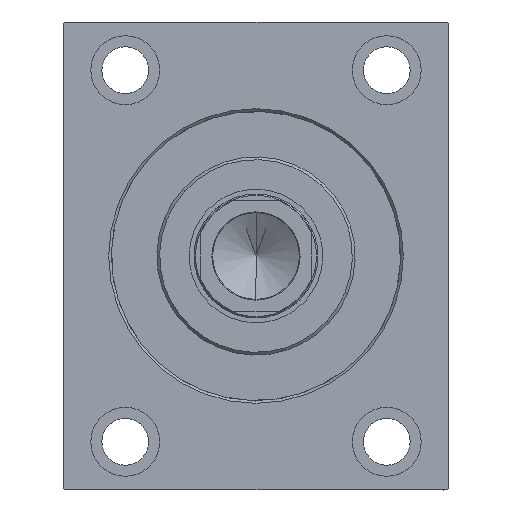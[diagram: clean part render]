
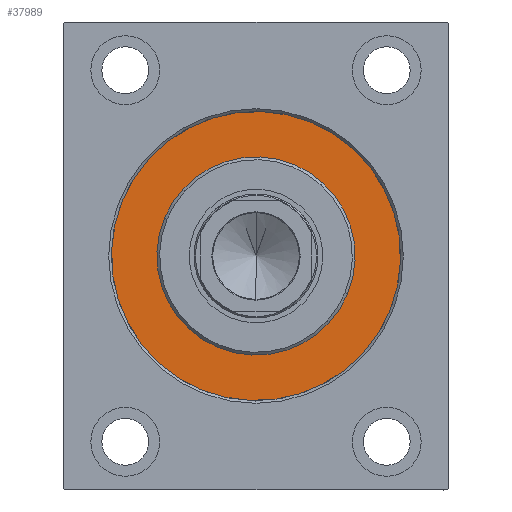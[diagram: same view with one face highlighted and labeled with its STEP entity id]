
A CAD part, left-side view. The second image highlights one B-rep face of the part: STEP entity #37989.
In plain terms, the highlighted face is planar.
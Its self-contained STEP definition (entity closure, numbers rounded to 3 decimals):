
#1181 = AXIS2_PLACEMENT_3D ( 'NONE', #2379, #36939, #19771 ) ;
#1800 = CARTESIAN_POINT ( 'NONE',  ( 0., 0., 0. ) ) ;
#2379 = CARTESIAN_POINT ( 'NONE',  ( 0., 0., 0. ) ) ;
#2396 = VERTEX_POINT ( 'NONE', #15662 ) ;
#3517 = EDGE_LOOP ( 'NONE', ( #4346, #18486 ) ) ;
#3943 = EDGE_LOOP ( 'NONE', ( #37287, #5227 ) ) ;
#4285 = CARTESIAN_POINT ( 'NONE',  ( 0., 0., 52.5 ) ) ;
#4346 = ORIENTED_EDGE ( 'NONE', *, *, #38632, .F. ) ;
#5003 = CARTESIAN_POINT ( 'NONE',  ( 0., 0., 0. ) ) ;
#5227 = ORIENTED_EDGE ( 'NONE', *, *, #9224, .F. ) ;
#8104 = EDGE_CURVE ( 'NONE', #2396, #10198, #33163, .T. ) ;
#8268 = AXIS2_PLACEMENT_3D ( 'NONE', #1800, #18742, #15402 ) ;
#9000 = DIRECTION ( 'NONE',  ( -1., 0., 0. ) ) ;
#9224 = EDGE_CURVE ( 'NONE', #10198, #2396, #39579, .T. ) ;
#10198 = VERTEX_POINT ( 'NONE', #4285 ) ;
#11323 = EDGE_CURVE ( 'NONE', #43203, #30048, #21853, .T. ) ;
#14673 = DIRECTION ( 'NONE',  ( 0., 0., 1. ) ) ;
#15402 = DIRECTION ( 'NONE',  ( 0., 0., -1. ) ) ;
#15662 = CARTESIAN_POINT ( 'NONE',  ( 0., 0., -52.5 ) ) ;
#17479 = AXIS2_PLACEMENT_3D ( 'NONE', #24481, #38090, #14673 ) ;
#17586 = FACE_BOUND ( 'NONE', #3517, .T. ) ;
#18486 = ORIENTED_EDGE ( 'NONE', *, *, #11323, .F. ) ;
#18594 = DIRECTION ( 'NONE',  ( -1., 0., 0. ) ) ;
#18742 = DIRECTION ( 'NONE',  ( 1., 0., 0. ) ) ;
#19771 = DIRECTION ( 'NONE',  ( 0., 0., -1. ) ) ;
#20843 = CARTESIAN_POINT ( 'NONE',  ( 0., 0., 36. ) ) ;
#21816 = PLANE ( 'NONE',  #17479 ) ;
#21853 = CIRCLE ( 'NONE', #1181, 36. ) ;
#22353 = CARTESIAN_POINT ( 'NONE',  ( 0., 0., 0. ) ) ;
#24481 = CARTESIAN_POINT ( 'NONE',  ( 0., 0., 0. ) ) ;
#28822 = DIRECTION ( 'NONE',  ( 0., 0., 1. ) ) ;
#30048 = VERTEX_POINT ( 'NONE', #20843 ) ;
#31721 = AXIS2_PLACEMENT_3D ( 'NONE', #5003, #18594, #31958 ) ;
#31958 = DIRECTION ( 'NONE',  ( 0., 0., 1. ) ) ;
#33163 = CIRCLE ( 'NONE', #36004, 52.5 ) ;
#34733 = FACE_OUTER_BOUND ( 'NONE', #3943, .T. ) ;
#36004 = AXIS2_PLACEMENT_3D ( 'NONE', #22353, #9000, #28822 ) ;
#36939 = DIRECTION ( 'NONE',  ( 1., 0., 0. ) ) ;
#37287 = ORIENTED_EDGE ( 'NONE', *, *, #8104, .F. ) ;
#37710 = CARTESIAN_POINT ( 'NONE',  ( 0., 0., -36. ) ) ;
#37989 = ADVANCED_FACE ( 'NONE', ( #17586, #34733 ), #21816, .F. ) ;
#38090 = DIRECTION ( 'NONE',  ( -1., 0., 0. ) ) ;
#38632 = EDGE_CURVE ( 'NONE', #30048, #43203, #41732, .T. ) ;
#39579 = CIRCLE ( 'NONE', #31721, 52.5 ) ;
#41732 = CIRCLE ( 'NONE', #8268, 36. ) ;
#43203 = VERTEX_POINT ( 'NONE', #37710 ) ;
